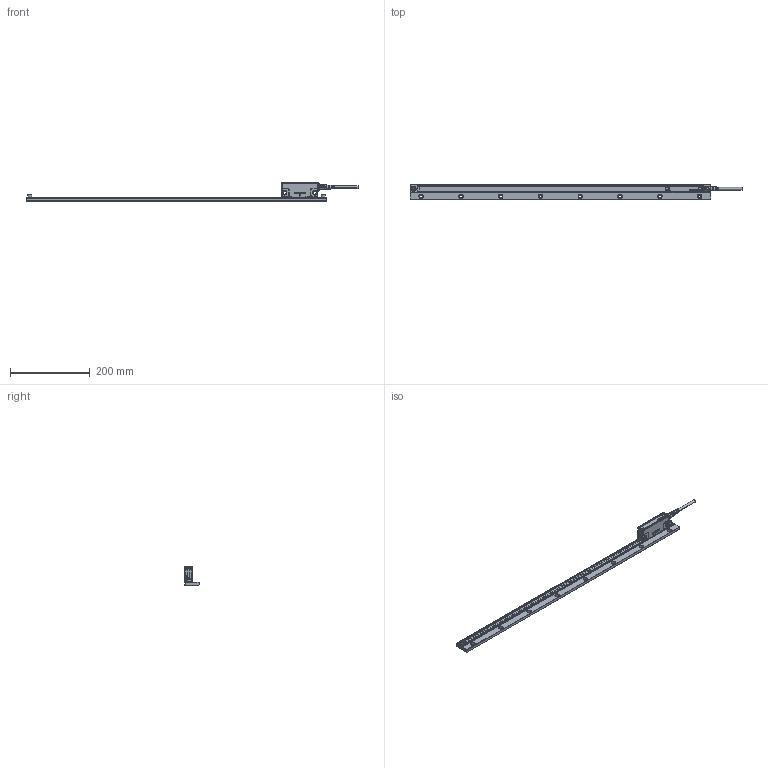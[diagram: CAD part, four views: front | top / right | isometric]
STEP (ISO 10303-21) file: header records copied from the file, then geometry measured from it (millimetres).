
FILE_DESCRIPTION(('CATIA V5 STEP','CAx-IF Rec.Pracs.--- Model Styling and Organization---1.4--- 2014-01-23'),'2;1');
FILE_NAME('SQ47-062L.stp','2019-11-12T06:38:59+00:00',('none'),('none'),'CATIA Version 5-6 Release 2017 SP5','CATIA V5 STEP AP214','none');
FILE_SCHEMA(('AUTOMOTIVE_DESIGN { 1 0 10303 214 1 1 1 1 }'));
Products named in the file (3): SQ47-062L; Head_ASSY_L; Scale base 620
Assembly tree (2 placements, depth 2):
  SQ47-062L
    Head_ASSY_L
    Scale base 620
Bounding box: 834.5 x 37 x 46.38 mm (x, y, z)
Volume: 297480.6 mm3; surface area: 110486.5 mm2
Topology: 2 solids, 23 shells, 3081 faces, 8361 edges, 5390 vertices
Faces by surface type: cone 1172, plane 741, cylinder 590, bspline 389, torus 177, sphere 12
Entity records: 110806 total; most frequent: CARTESIAN_POINT 40090, ORIENTED_EDGE 16674, DIRECTION 10938, EDGE_CURVE 8337, AXIS2_PLACEMENT_3D 5658, VERTEX_POINT 5390, CIRCLE 3579, EDGE_LOOP 3263
